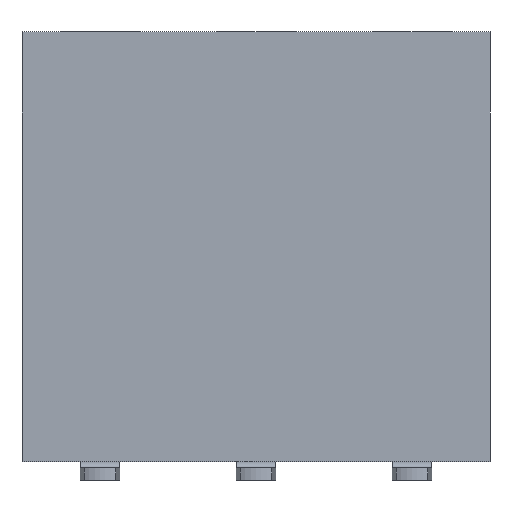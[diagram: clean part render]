
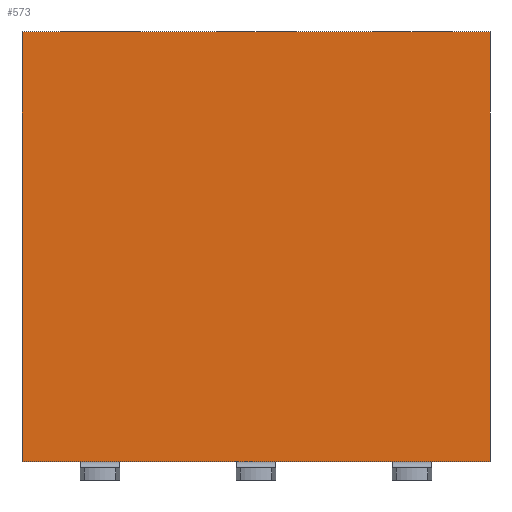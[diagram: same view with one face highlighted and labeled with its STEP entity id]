
A CAD part, left-side view. The second image highlights one B-rep face of the part: STEP entity #573.
In plain terms, the highlighted planar face has unit normal (-1, 0, 0).
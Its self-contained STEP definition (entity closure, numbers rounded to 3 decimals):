
#13=DIRECTION('',(0.,0.,1.));
#27=VECTOR('',#13,1.);
#51=VERTEX_POINT('',#52);
#52=CARTESIAN_POINT('',(-2.54,-3.81,0.3));
#57=DIRECTION('',(1.,0.,0.));
#59=EDGE_CURVE('',#51,#60,#62,.T.);
#60=VERTEX_POINT('',#61);
#61=CARTESIAN_POINT('',(-2.54,-3.81,7.3));
#62=LINE('',#52,#27);
#98=VERTEX_POINT('',#99);
#99=CARTESIAN_POINT('',(-2.54,3.81,7.3));
#102=EDGE_CURVE('',#103,#98,#105,.T.);
#103=VERTEX_POINT('',#104);
#104=CARTESIAN_POINT('',(-2.54,3.81,0.3));
#105=LINE('',#104,#27);
#125=DIRECTION('',(0.,-1.,0.));
#141=EDGE_CURVE('',#98,#60,#142,.T.);
#142=LINE('',#99,#143);
#143=VECTOR('',#125,1.);
#293=ORIENTED_EDGE('',*,*,#294,.F.);
#294=EDGE_CURVE('',#103,#51,#295,.T.);
#295=LINE('',#104,#143);
#573=ADVANCED_FACE('',(#574),#579,.F.);
#574=FACE_BOUND('',#575,.F.);
#575=EDGE_LOOP('',(#576,#577,#578,#293));
#576=ORIENTED_EDGE('',*,*,#102,.T.);
#577=ORIENTED_EDGE('',*,*,#141,.T.);
#578=ORIENTED_EDGE('',*,*,#59,.F.);
#579=PLANE('',#580);
#580=AXIS2_PLACEMENT_3D('',#104,#57,#125);
